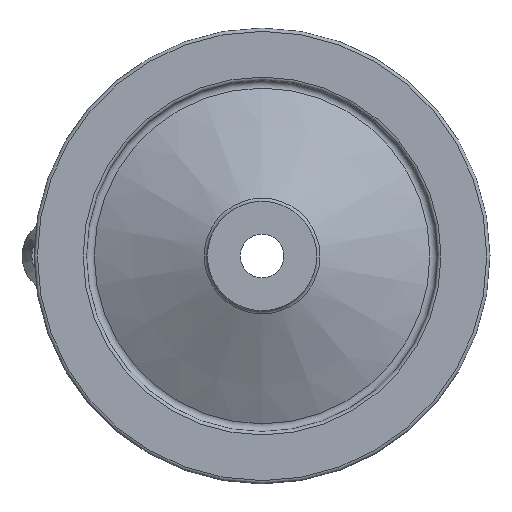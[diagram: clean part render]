
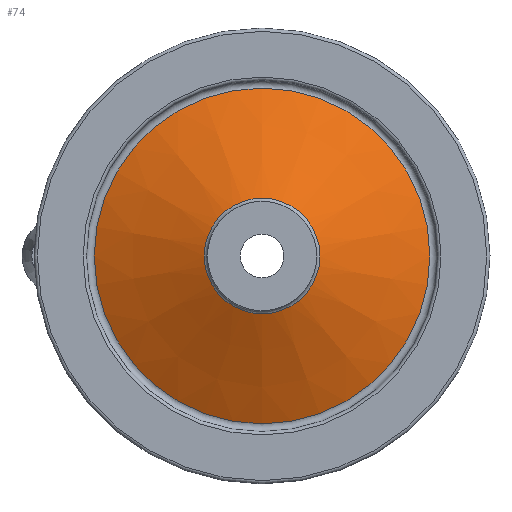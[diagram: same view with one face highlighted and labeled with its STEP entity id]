
A CAD part, left-side view. The second image highlights one B-rep face of the part: STEP entity #74.
In plain terms, the highlighted conical face has half-angle 64.667 degrees and reference radius 15.858 mm.
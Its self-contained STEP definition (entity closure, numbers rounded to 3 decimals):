
#74 = ADVANCED_FACE( '', ( #165, #166 ), #167, .T. );
#165 = FACE_OUTER_BOUND( '', #303, .T. );
#166 = FACE_BOUND( '', #304, .T. );
#167 = CONICAL_SURFACE( '', #305, 15.858, 1.129 );
#303 = EDGE_LOOP( '', ( #424 ) );
#304 = EDGE_LOOP( '', ( #425 ) );
#305 = AXIS2_PLACEMENT_3D( '', #426, #427, #428 );
#424 = ORIENTED_EDGE( '', *, *, #522, .F. );
#425 = ORIENTED_EDGE( '', *, *, #508, .T. );
#426 = CARTESIAN_POINT( '', ( 11.218, 0., 0. ) );
#427 = DIRECTION( '', ( 1., 0., 0. ) );
#428 = DIRECTION( '', ( 0., 0., -1. ) );
#508 = EDGE_CURVE( '', #566, #566, #567, .T. );
#522 = EDGE_CURVE( '', #588, #588, #589, .T. );
#566 = VERTEX_POINT( '', #638 );
#567 = CIRCLE( '', #639, 15.858 );
#588 = VERTEX_POINT( '', #660 );
#589 = CIRCLE( '', #661, 46.014 );
#638 = CARTESIAN_POINT( '', ( 11.218, 0., -15.858 ) );
#639 = AXIS2_PLACEMENT_3D( '', #713, #714, #715 );
#660 = CARTESIAN_POINT( '', ( 25.494, 0., -46.014 ) );
#661 = AXIS2_PLACEMENT_3D( '', #737, #738, #739 );
#713 = CARTESIAN_POINT( '', ( 11.218, 0., 0. ) );
#714 = DIRECTION( '', ( 1., 0., 0. ) );
#715 = DIRECTION( '', ( 0., 0., -1. ) );
#737 = CARTESIAN_POINT( '', ( 25.494, 0., 0. ) );
#738 = DIRECTION( '', ( 1., 0., 0. ) );
#739 = DIRECTION( '', ( 0., 0., -1. ) );
